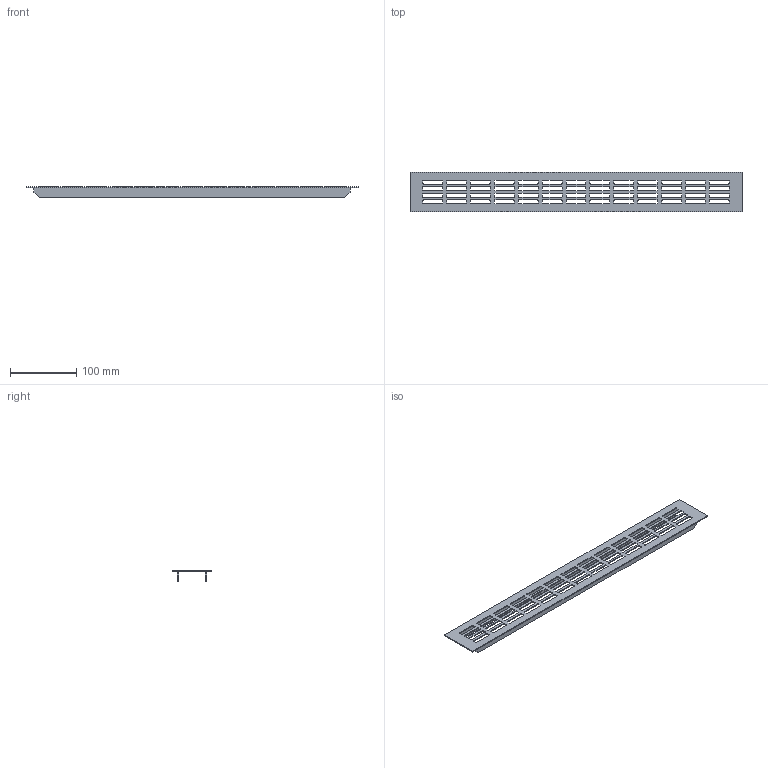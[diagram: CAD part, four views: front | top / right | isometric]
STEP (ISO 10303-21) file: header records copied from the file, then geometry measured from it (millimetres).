
FILE_DESCRIPTION (( 'STEP AP214' ), '1' );
FILE_NAME ('F000953,F000976,F000999_3D.step', '2022-08-15T13:44:14', ( '' ), ( '' ), 'SwSTEP 2.0', 'SolidWorks 2020', '' );
FILE_SCHEMA (( 'AUTOMOTIVE_DESIGN' ));
Length unit declared in the file: millimetre
Products named in the file (1): F000953,F000976,F000999_3D
Bounding box: 500 x 60 x 16.5 mm (x, y, z)
Volume: 59331 mm3; surface area: 76917.9 mm2
Topology: 1 solids, 1 shells, 436 faces, 1296 edges, 864 vertices
Faces by surface type: plane 228, cylinder 208
Entity records: 14958 total; most frequent: CARTESIAN_POINT 2597, ORIENTED_EDGE 2592, DIRECTION 2586, EDGE_CURVE 1296, VECTOR 880, LINE 880, VERTEX_POINT 864, AXIS2_PLACEMENT_3D 853
